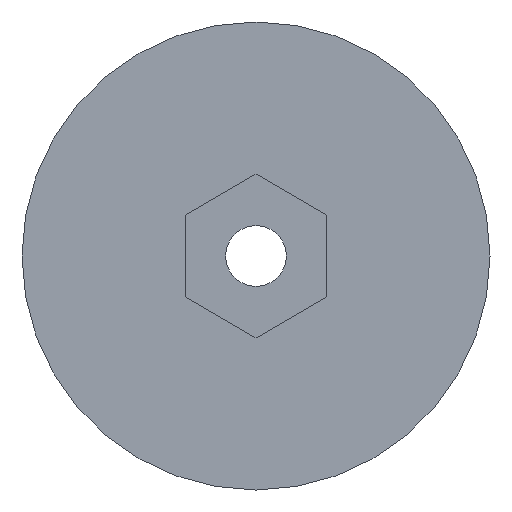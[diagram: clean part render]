
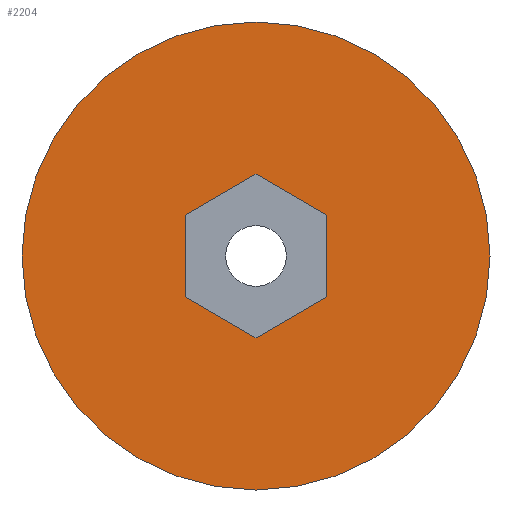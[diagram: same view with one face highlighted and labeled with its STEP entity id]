
A CAD part, left-side view. The second image highlights one B-rep face of the part: STEP entity #2204.
In plain terms, the highlighted planar face has unit normal (-1, 0, 0).
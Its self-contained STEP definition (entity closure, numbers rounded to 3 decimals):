
#115=CARTESIAN_POINT('',(0.,0.,0.));
#116=DIRECTION('',(-1.,0.,0.));
#117=DIRECTION('',(0.,1.,0.));
#118=AXIS2_PLACEMENT_3D('',#115,#116,#117);
#120=CARTESIAN_POINT('',(0.,0.,0.));
#121=DIRECTION('',(-1.,0.,0.));
#122=DIRECTION('',(0.,-1.,0.));
#123=AXIS2_PLACEMENT_3D('',#120,#121,#122);
#125=DIRECTION('',(0.,-0.866,-0.5));
#126=VECTOR('',#125,1.443);
#127=CARTESIAN_POINT('',(0.,0.,1.443));
#128=LINE('',#127,#126);
#129=DIRECTION('',(0.,-0.866,0.5));
#130=VECTOR('',#129,1.443);
#131=CARTESIAN_POINT('',(0.,1.25,0.722));
#132=LINE('',#131,#130);
#133=DIRECTION('',(0.,0.,1.));
#134=VECTOR('',#133,1.443);
#135=CARTESIAN_POINT('',(0.,1.25,-0.722));
#136=LINE('',#135,#134);
#137=DIRECTION('',(0.,0.866,0.5));
#138=VECTOR('',#137,1.443);
#139=CARTESIAN_POINT('',(0.,0.,-1.443));
#140=LINE('',#139,#138);
#141=DIRECTION('',(0.,0.866,-0.5));
#142=VECTOR('',#141,1.443);
#143=CARTESIAN_POINT('',(0.,-1.25,-0.722));
#144=LINE('',#143,#142);
#145=DIRECTION('',(0.,0.,-1.));
#146=VECTOR('',#145,1.443);
#147=CARTESIAN_POINT('',(0.,-1.25,0.722));
#148=LINE('',#147,#146);
#2119=CARTESIAN_POINT('',(0.,0.,1.443));
#2120=CARTESIAN_POINT('',(0.,-1.25,0.722));
#2121=VERTEX_POINT('',#2119);
#2122=VERTEX_POINT('',#2120);
#2123=CARTESIAN_POINT('',(0.,-1.25,-0.722));
#2124=VERTEX_POINT('',#2123);
#2125=CARTESIAN_POINT('',(0.,0.,-1.443));
#2126=VERTEX_POINT('',#2125);
#2127=CARTESIAN_POINT('',(0.,1.25,-0.722));
#2128=VERTEX_POINT('',#2127);
#2129=CARTESIAN_POINT('',(0.,1.25,0.722));
#2130=VERTEX_POINT('',#2129);
#2153=CARTESIAN_POINT('',(0.,4.123,0.));
#2154=CARTESIAN_POINT('',(0.,-4.123,0.));
#2155=VERTEX_POINT('',#2153);
#2156=VERTEX_POINT('',#2154);
#2179=CARTESIAN_POINT('',(0.,0.,0.));
#2180=DIRECTION('',(1.,0.,0.));
#2181=DIRECTION('',(0.,-1.,0.));
#2182=AXIS2_PLACEMENT_3D('',#2179,#2180,#2181);
#2183=PLANE('',#2182);
#2185=ORIENTED_EDGE('',*,*,#2184,.F.);
#2187=ORIENTED_EDGE('',*,*,#2186,.F.);
#2188=EDGE_LOOP('',(#2185,#2187));
#2189=FACE_OUTER_BOUND('',#2188,.F.);
#2191=ORIENTED_EDGE('',*,*,#2190,.F.);
#2193=ORIENTED_EDGE('',*,*,#2192,.F.);
#2195=ORIENTED_EDGE('',*,*,#2194,.F.);
#2197=ORIENTED_EDGE('',*,*,#2196,.F.);
#2199=ORIENTED_EDGE('',*,*,#2198,.F.);
#2201=ORIENTED_EDGE('',*,*,#2200,.F.);
#2202=EDGE_LOOP('',(#2191,#2193,#2195,#2197,#2199,#2201));
#2203=FACE_BOUND('',#2202,.F.);
#119=CIRCLE('',#118,4.123);
#124=CIRCLE('',#123,4.123);
#2184=EDGE_CURVE('',#2155,#2156,#119,.T.);
#2186=EDGE_CURVE('',#2156,#2155,#124,.T.);
#2190=EDGE_CURVE('',#2121,#2122,#128,.T.);
#2192=EDGE_CURVE('',#2130,#2121,#132,.T.);
#2194=EDGE_CURVE('',#2128,#2130,#136,.T.);
#2196=EDGE_CURVE('',#2126,#2128,#140,.T.);
#2198=EDGE_CURVE('',#2124,#2126,#144,.T.);
#2200=EDGE_CURVE('',#2122,#2124,#148,.T.);
#2204=ADVANCED_FACE('',(#2189,#2203),#2183,.F.);
